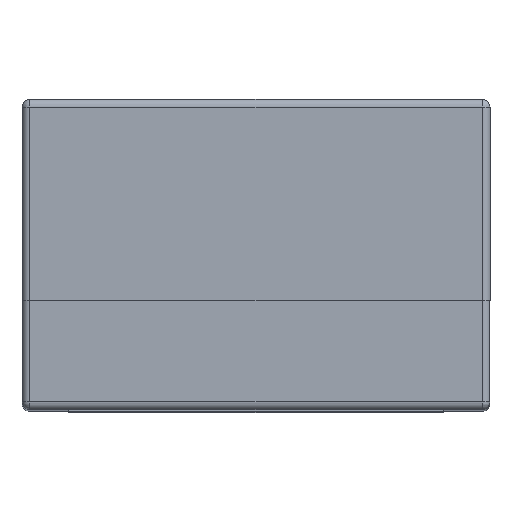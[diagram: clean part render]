
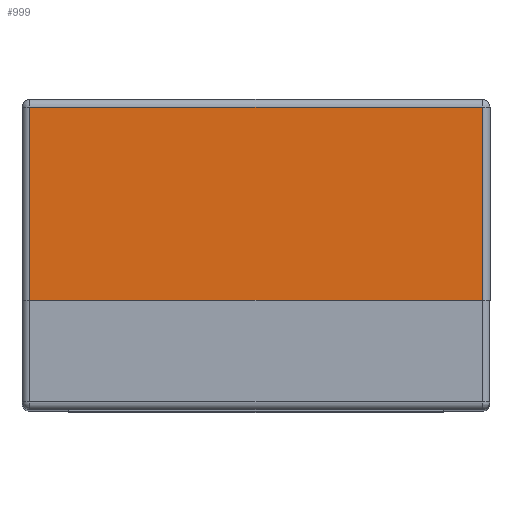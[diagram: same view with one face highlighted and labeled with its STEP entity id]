
A CAD part, top view. The second image highlights one B-rep face of the part: STEP entity #999.
In plain terms, the highlighted planar face has unit normal (0, 0, 1).
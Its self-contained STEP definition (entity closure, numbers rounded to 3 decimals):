
#47 = LINE ( 'NONE', #1517, #933 ) ;
#75 = DIRECTION ( 'NONE',  ( -1., 0., 0. ) ) ;
#104 = ORIENTED_EDGE ( 'NONE', *, *, #1806, .T. ) ;
#147 = VERTEX_POINT ( 'NONE', #1395 ) ;
#385 = VERTEX_POINT ( 'NONE', #1033 ) ;
#653 = LINE ( 'NONE', #856, #1552 ) ;
#667 = ORIENTED_EDGE ( 'NONE', *, *, #1353, .T. ) ;
#701 = CARTESIAN_POINT ( 'NONE',  ( 0.145, 0.2, 0.3 ) ) ;
#702 = FACE_OUTER_BOUND ( 'NONE', #1599, .T. ) ;
#856 = CARTESIAN_POINT ( 'NONE',  ( -0.15, 0.071, 0.3 ) ) ;
#894 = ORIENTED_EDGE ( 'NONE', *, *, #1370, .T. ) ;
#933 = VECTOR ( 'NONE', #1668, 1000. ) ;
#946 = DIRECTION ( 'NONE',  ( 0., 0., -1. ) ) ;
#999 = ADVANCED_FACE ( 'NONE', ( #702 ), #1355, .F. ) ;
#1005 = CARTESIAN_POINT ( 'NONE',  ( -0.145, 0.2, 0.3 ) ) ;
#1007 = VECTOR ( 'NONE', #1856, 1000. ) ;
#1033 = CARTESIAN_POINT ( 'NONE',  ( 0.145, 0.071, 0.3 ) ) ;
#1130 = LINE ( 'NONE', #701, #1451 ) ;
#1277 = ORIENTED_EDGE ( 'NONE', *, *, #1308, .T. ) ;
#1282 = DIRECTION ( 'NONE',  ( 0., 1., 0. ) ) ;
#1308 = EDGE_CURVE ( 'NONE', #385, #1562, #1130, .T. ) ;
#1353 = EDGE_CURVE ( 'NONE', #147, #385, #653, .T. ) ;
#1355 = PLANE ( 'NONE',  #1728 ) ;
#1370 = EDGE_CURVE ( 'NONE', #1813, #147, #1620, .T. ) ;
#1395 = CARTESIAN_POINT ( 'NONE',  ( -0.145, 0.071, 0.3 ) ) ;
#1451 = VECTOR ( 'NONE', #1282, 1000. ) ;
#1495 = CARTESIAN_POINT ( 'NONE',  ( -0.145, 0.195, 0.3 ) ) ;
#1517 = CARTESIAN_POINT ( 'NONE',  ( -0.15, 0.195, 0.3 ) ) ;
#1552 = VECTOR ( 'NONE', #1862, 1000. ) ;
#1562 = VERTEX_POINT ( 'NONE', #1708 ) ;
#1599 = EDGE_LOOP ( 'NONE', ( #104, #894, #667, #1277 ) ) ;
#1620 = LINE ( 'NONE', #1005, #1007 ) ;
#1656 = CARTESIAN_POINT ( 'NONE',  ( -0.15, 0.2, 0.3 ) ) ;
#1668 = DIRECTION ( 'NONE',  ( -1., 0., 0. ) ) ;
#1708 = CARTESIAN_POINT ( 'NONE',  ( 0.145, 0.195, 0.3 ) ) ;
#1728 = AXIS2_PLACEMENT_3D ( 'NONE', #1656, #946, #75 ) ;
#1806 = EDGE_CURVE ( 'NONE', #1562, #1813, #47, .T. ) ;
#1813 = VERTEX_POINT ( 'NONE', #1495 ) ;
#1856 = DIRECTION ( 'NONE',  ( 0., -1., 0. ) ) ;
#1862 = DIRECTION ( 'NONE',  ( 1., 0., 0. ) ) ;
